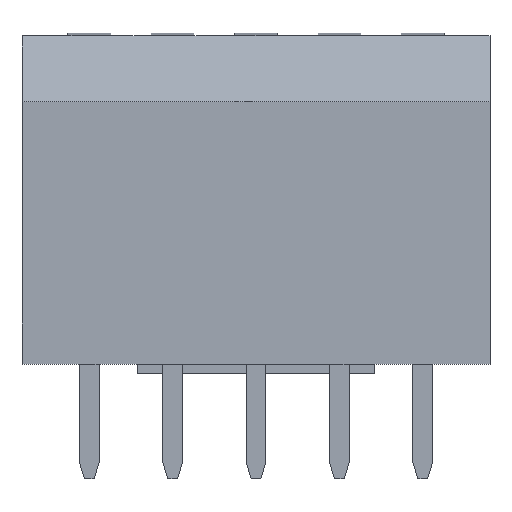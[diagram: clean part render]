
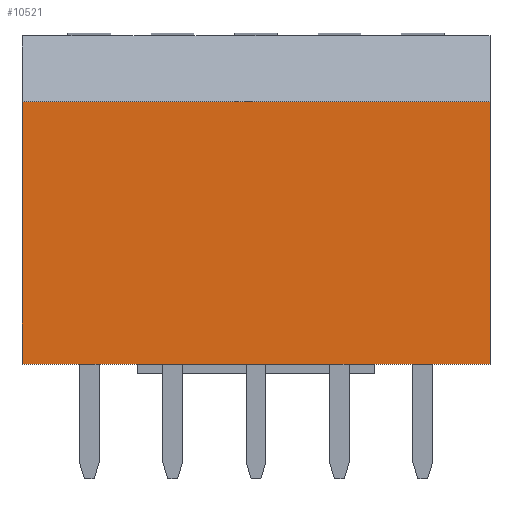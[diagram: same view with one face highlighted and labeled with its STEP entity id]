
A CAD part, left-side view. The second image highlights one B-rep face of the part: STEP entity #10521.
In plain terms, the highlighted planar face has unit normal (-1, 0, 0).
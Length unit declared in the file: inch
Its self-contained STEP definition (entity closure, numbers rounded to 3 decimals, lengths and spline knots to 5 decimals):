
#10482=CARTESIAN_POINT('',(-0.2126,0.30878,-0.01575));
#10483=DIRECTION('',(-1.0,0.0,0.0));
#10484=DIRECTION('',(0.0,0.0,1.0));
#10485=AXIS2_PLACEMENT_3D('',#10482,#10483,#10484);
#10486=PLANE('',#10485);
#10487=CARTESIAN_POINT('',(-0.2126,-0.28071,0.0));
#10488=VERTEX_POINT('',#10487);
#10489=CARTESIAN_POINT('',(-0.2126,-0.28071,0.31496));
#10490=VERTEX_POINT('',#10489);
#10491=CARTESIAN_POINT('',(-0.2126,-0.28071,0.0));
#10492=DIRECTION('',(0.0,0.0,1.0));
#10493=VECTOR('',#10492,0.31496);
#10494=LINE('',#10491,#10493);
#10495=EDGE_CURVE('',#10488,#10490,#10494,.T.);
#10496=ORIENTED_EDGE('',*,*,#10495,.T.);
#10497=CARTESIAN_POINT('',(-0.2126,0.28071,0.31496));
#10498=VERTEX_POINT('',#10497);
#10499=CARTESIAN_POINT('',(-0.2126,0.28071,0.31496));
#10500=DIRECTION('',(0.0,-1.0,0.0));
#10501=VECTOR('',#10500,0.56142);
#10502=LINE('',#10499,#10501);
#10503=EDGE_CURVE('',#10498,#10490,#10502,.T.);
#10504=ORIENTED_EDGE('',*,*,#10503,.F.);
#10505=CARTESIAN_POINT('',(-0.2126,0.28071,0.0));
#10506=VERTEX_POINT('',#10505);
#10507=CARTESIAN_POINT('',(-0.2126,0.28071,0.0));
#10508=DIRECTION('',(0.0,0.0,1.0));
#10509=VECTOR('',#10508,0.31496);
#10510=LINE('',#10507,#10509);
#10511=EDGE_CURVE('',#10506,#10498,#10510,.T.);
#10512=ORIENTED_EDGE('',*,*,#10511,.F.);
#10513=CARTESIAN_POINT('',(-0.2126,0.28071,0.0));
#10514=DIRECTION('',(0.0,-1.0,0.0));
#10515=VECTOR('',#10514,0.56142);
#10516=LINE('',#10513,#10515);
#10517=EDGE_CURVE('',#10506,#10488,#10516,.T.);
#10518=ORIENTED_EDGE('',*,*,#10517,.T.);
#10519=EDGE_LOOP('',(#10496,#10504,#10512,#10518));
#10520=FACE_OUTER_BOUND('',#10519,.T.);
#10521=ADVANCED_FACE('',(#10520),#10486,.T.);
